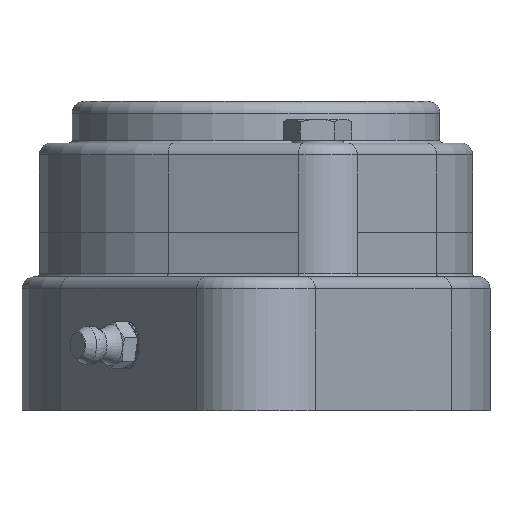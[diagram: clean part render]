
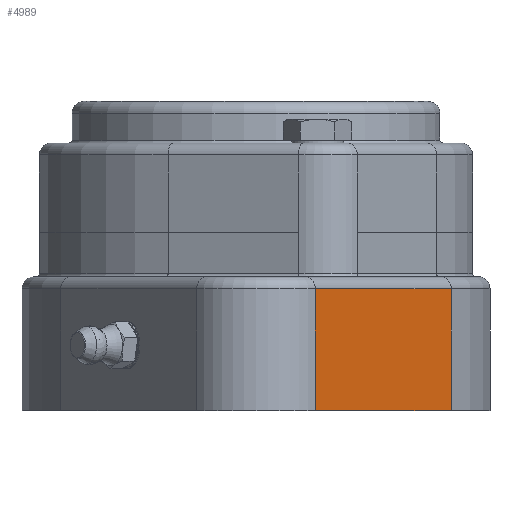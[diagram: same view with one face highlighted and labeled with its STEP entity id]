
A CAD part, left-side view. The second image highlights one B-rep face of the part: STEP entity #4989.
In plain terms, the highlighted planar face has unit normal (-0.556, -0.832, 0).
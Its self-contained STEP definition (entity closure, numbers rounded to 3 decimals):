
#495=LINE($,#8426,#704);
#497=LINE($,#8436,#706);
#499=LINE($,#8440,#708);
#500=LINE($,#8441,#709);
#704=VECTOR($,#6542,41.158);
#706=VECTOR($,#6552,20.5);
#708=VECTOR($,#6556,41.158);
#709=VECTOR($,#6557,20.5);
#903=PLANE($,#5499);
#1399=FACE_OUTER_BOUND($,#1821,.T.);
#1821=EDGE_LOOP($,(#4041,#4042,#4043,#4044));
#2612=VERTEX_POINT($,#8423);
#2613=VERTEX_POINT($,#8425);
#2616=VERTEX_POINT($,#8433);
#2618=VERTEX_POINT($,#8439);
#3129=EDGE_CURVE($,#2613,#2612,#495,.T.);
#3134=EDGE_CURVE($,#2616,#2612,#497,.T.);
#3136=EDGE_CURVE($,#2618,#2616,#499,.T.);
#3137=EDGE_CURVE($,#2618,#2613,#500,.T.);
#4041=ORIENTED_EDGE($,*,*,#3136,.F.);
#4042=ORIENTED_EDGE($,*,*,#3137,.T.);
#4043=ORIENTED_EDGE($,*,*,#3129,.T.);
#4044=ORIENTED_EDGE($,*,*,#3134,.F.);
#4989=ADVANCED_FACE($,(#1399),#903,.T.);
#5499=AXIS2_PLACEMENT_3D($,#8438,#6554,#6555);
#6542=DIRECTION($,(0.831,-0.556,0.));
#6552=DIRECTION($,(0.,0.,-1.));
#6554=DIRECTION('center_axis',(-0.556,-0.831,0.));
#6555=DIRECTION('ref_axis',(0.,0.,1.));
#6556=DIRECTION($,(0.831,-0.556,0.));
#6557=DIRECTION($,(0.,0.,-1.));
#8423=CARTESIAN_POINT('',(-21.944,-32.843,-22.5));
#8425=CARTESIAN_POINT('',(-56.167,-9.978,-22.5));
#8426=CARTESIAN_POINT($,(-56.167,-9.978,-22.5));
#8433=CARTESIAN_POINT('',(-21.944,-32.843,-2.));
#8436=CARTESIAN_POINT($,(-21.944,-32.843,0.));
#8438=CARTESIAN_POINT('Origin',(-56.167,-9.978,0.));
#8439=CARTESIAN_POINT('',(-56.167,-9.978,-2.));
#8440=CARTESIAN_POINT($,(-39.056,-21.411,-2.));
#8441=CARTESIAN_POINT($,(-56.167,-9.978,0.));
